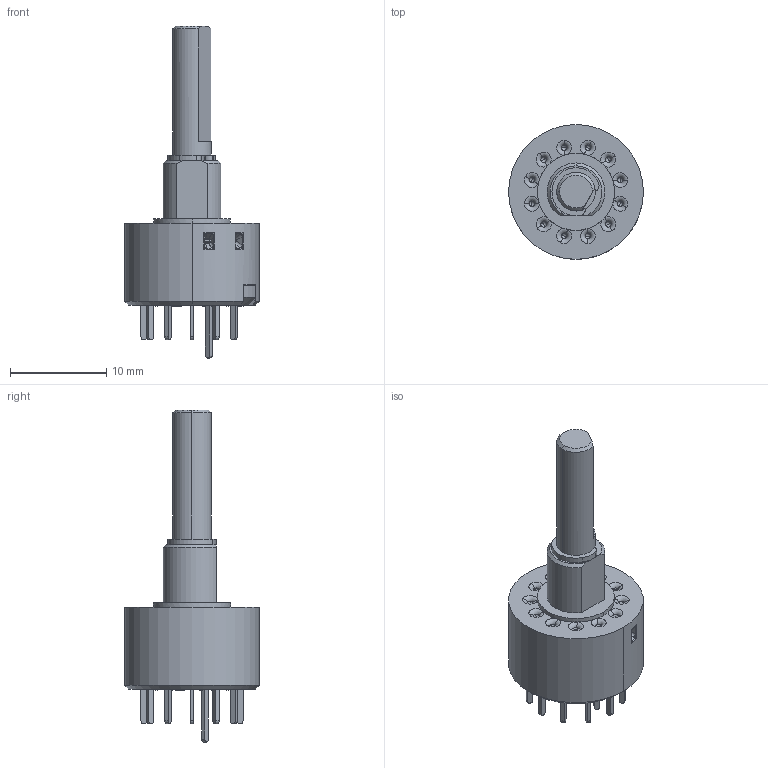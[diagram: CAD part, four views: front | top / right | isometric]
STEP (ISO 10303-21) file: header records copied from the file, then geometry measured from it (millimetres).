
FILE_DESCRIPTION (( 'STEP AP214' ), '1' );
FILE_NAME ('11ﾏ1ﾍ 34.step', '2024-10-16T03:43:34', ( '' ), ( '' ), 'SwSTEP 2.0', 'SolidWorks 2018', '' );
FILE_SCHEMA (( 'AUTOMOTIVE_DESIGN' ));
Length unit declared in the file: millimetre
Products named in the file (1): 11ﾏ1ﾍ 34
Bounding box: 14 x 14 x 34.48 mm (x, y, z)
Surface area: 1412.4 mm2 (no closed solid volume)
Topology: 0 solids, 20 shells, 349 faces, 1194 edges, 824 vertices
Faces by surface type: plane 141, cylinder 95, torus 39, bspline 31, sphere 24, cone 19
Entity records: 17676 total; most frequent: CARTESIAN_POINT 3876, DIRECTION 2087, ORIENTED_EDGE 1959, EDGE_CURVE 1186, VERTEX_POINT 824, AXIS2_PLACEMENT_3D 745, LINE 597, VECTOR 597
